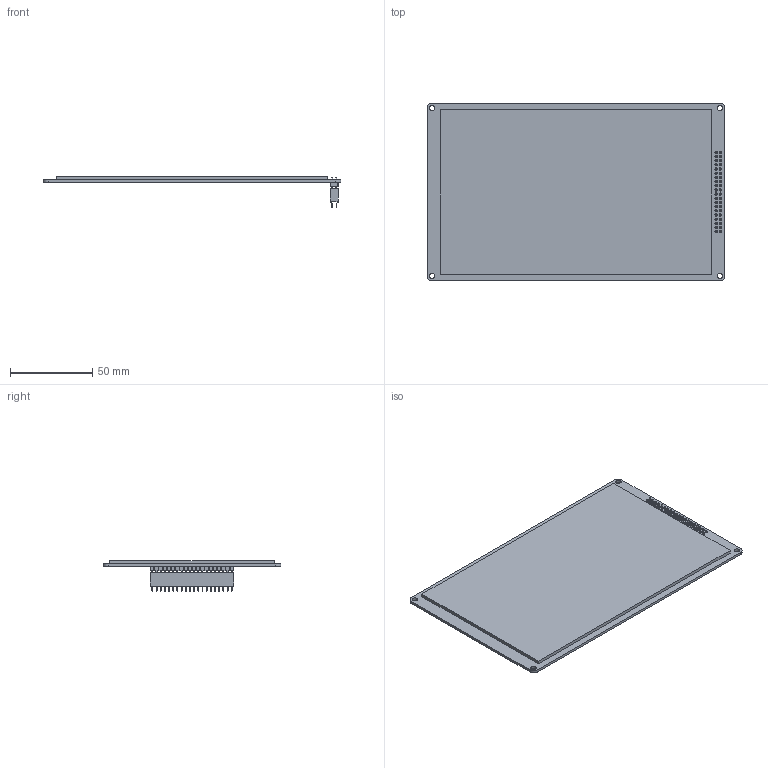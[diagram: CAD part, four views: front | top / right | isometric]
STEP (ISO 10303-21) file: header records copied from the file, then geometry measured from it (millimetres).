
FILE_DESCRIPTION(/* description */ (''),/* implementation_level */ '2;1');
FILE_NAME(/* name */ 'SSD1963.step',/* time_stamp */ '2025-09-09T13:28:24+02:00',/* author */ (''),/* organization */ (''),/* preprocessor_version */ 'ST-DEVELOPER v20.1',/* originating_system */ 'Autodesk Translation Framework v14.10.0.0',/* authorisation */ '');
FILE_SCHEMA (('AUTOMOTIVE_DESIGN { 1 0 10303 214 3 1 1 }'));
Length unit declared in the file: millimetre
Products named in the file (3): SSD1963; PinHeader_2x20_P254mm_Vertical; PinSocket_2x20_P2.54mm_Vertical
Assembly tree (2 placements, depth 2):
  SSD1963
    PinHeader_2x20_P254mm_Vertical
    PinSocket_2x20_P2.54mm_Vertical
Bounding box: 181 x 108 x 18.7 mm (x, y, z)
Volume: 67026 mm3; surface area: 78384.9 mm2
Topology: 4 solids, 4 shells, 2034 faces, 4998 edges, 3172 vertices
Faces by surface type: plane 1946, cylinder 48, torus 40
Full cylindrical faces by diameter (mm): 1 x40, 3.2 x4
Entity records: 60315 total; most frequent: CARTESIAN_POINT 10209, ORIENTED_EDGE 9996, DIRECTION 9292, EDGE_CURVE 4998, LINE 4782, VECTOR 4782, VERTEX_POINT 3172, AXIS2_PLACEMENT_3D 2255
